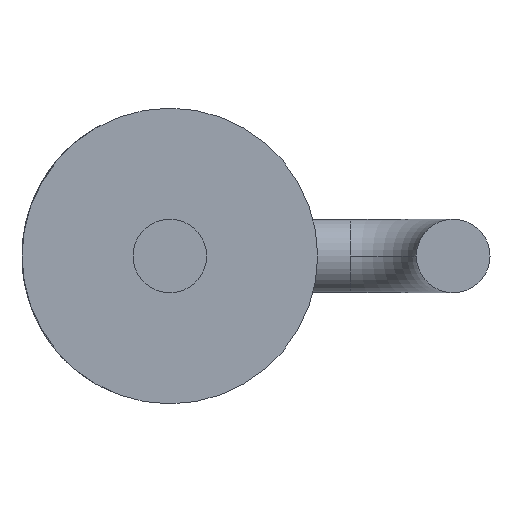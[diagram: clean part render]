
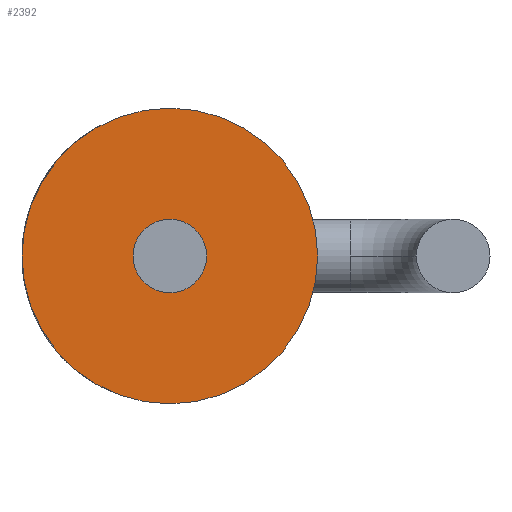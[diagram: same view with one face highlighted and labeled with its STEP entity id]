
A CAD part, front view. The second image highlights one B-rep face of the part: STEP entity #2392.
In plain terms, the highlighted planar face has unit normal (0, -1, 0).
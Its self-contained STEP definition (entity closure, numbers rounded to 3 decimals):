
#181 = CIRCLE ( 'NONE', #1444, 2.65 ) ;
#203 = CIRCLE ( 'NONE', #2839, 2.65 ) ;
#341 = ORIENTED_EDGE ( 'NONE', *, *, #4603, .F. ) ;
#360 = CARTESIAN_POINT ( 'NONE',  ( 0., 2., 0. ) ) ;
#372 = DIRECTION ( 'NONE',  ( 0., 1., 0. ) ) ;
#380 = DIRECTION ( 'NONE',  ( 0., -1., 0. ) ) ;
#685 = DIRECTION ( 'NONE',  ( 0., 0., 1. ) ) ;
#1332 = FACE_BOUND ( 'NONE', #2498, .T. ) ;
#1435 = CARTESIAN_POINT ( 'NONE',  ( 0., 2., -2.65 ) ) ;
#1444 = AXIS2_PLACEMENT_3D ( 'NONE', #2665, #3591, #4600 ) ;
#1681 = DIRECTION ( 'NONE',  ( 0., 0., 1. ) ) ;
#1973 = EDGE_CURVE ( 'NONE', #3231, #3448, #181, .T. ) ;
#2077 = CIRCLE ( 'NONE', #3735, 0.66 ) ;
#2113 = ORIENTED_EDGE ( 'NONE', *, *, #3929, .F. ) ;
#2135 = ORIENTED_EDGE ( 'NONE', *, *, #4214, .F. ) ;
#2263 = CARTESIAN_POINT ( 'NONE',  ( -0.66, 2., 0. ) ) ;
#2380 = VERTEX_POINT ( 'NONE', #2411 ) ;
#2392 = ADVANCED_FACE ( 'NONE', ( #1332, #3148 ), #3446, .F. ) ;
#2411 = CARTESIAN_POINT ( 'NONE',  ( 0.66, 2., 0. ) ) ;
#2470 = ORIENTED_EDGE ( 'NONE', *, *, #1973, .F. ) ;
#2498 = EDGE_LOOP ( 'NONE', ( #2135, #341 ) ) ;
#2665 = CARTESIAN_POINT ( 'NONE',  ( 0., 2., 0. ) ) ;
#2809 = CARTESIAN_POINT ( 'NONE',  ( 0., 2., 2.65 ) ) ;
#2839 = AXIS2_PLACEMENT_3D ( 'NONE', #3953, #4285, #3888 ) ;
#2854 = DIRECTION ( 'NONE',  ( 0., 0., 1. ) ) ;
#3148 = FACE_OUTER_BOUND ( 'NONE', #4538, .T. ) ;
#3231 = VERTEX_POINT ( 'NONE', #1435 ) ;
#3351 = AXIS2_PLACEMENT_3D ( 'NONE', #4305, #4209, #1681 ) ;
#3446 = PLANE ( 'NONE',  #4393 ) ;
#3448 = VERTEX_POINT ( 'NONE', #2809 ) ;
#3591 = DIRECTION ( 'NONE',  ( 0., 1., 0. ) ) ;
#3735 = AXIS2_PLACEMENT_3D ( 'NONE', #360, #380, #685 ) ;
#3888 = DIRECTION ( 'NONE',  ( 0., 0., 1. ) ) ;
#3929 = EDGE_CURVE ( 'NONE', #3448, #3231, #203, .T. ) ;
#3953 = CARTESIAN_POINT ( 'NONE',  ( 0., 2., 0. ) ) ;
#4191 = CARTESIAN_POINT ( 'NONE',  ( 0., 2., 0. ) ) ;
#4193 = CIRCLE ( 'NONE', #3351, 0.66 ) ;
#4209 = DIRECTION ( 'NONE',  ( 0., -1., 0. ) ) ;
#4214 = EDGE_CURVE ( 'NONE', #2380, #4371, #4193, .T. ) ;
#4285 = DIRECTION ( 'NONE',  ( 0., 1., 0. ) ) ;
#4305 = CARTESIAN_POINT ( 'NONE',  ( 0., 2., 0. ) ) ;
#4371 = VERTEX_POINT ( 'NONE', #2263 ) ;
#4393 = AXIS2_PLACEMENT_3D ( 'NONE', #4191, #372, #2854 ) ;
#4538 = EDGE_LOOP ( 'NONE', ( #2470, #2113 ) ) ;
#4600 = DIRECTION ( 'NONE',  ( 0., 0., 1. ) ) ;
#4603 = EDGE_CURVE ( 'NONE', #4371, #2380, #2077, .T. ) ;
